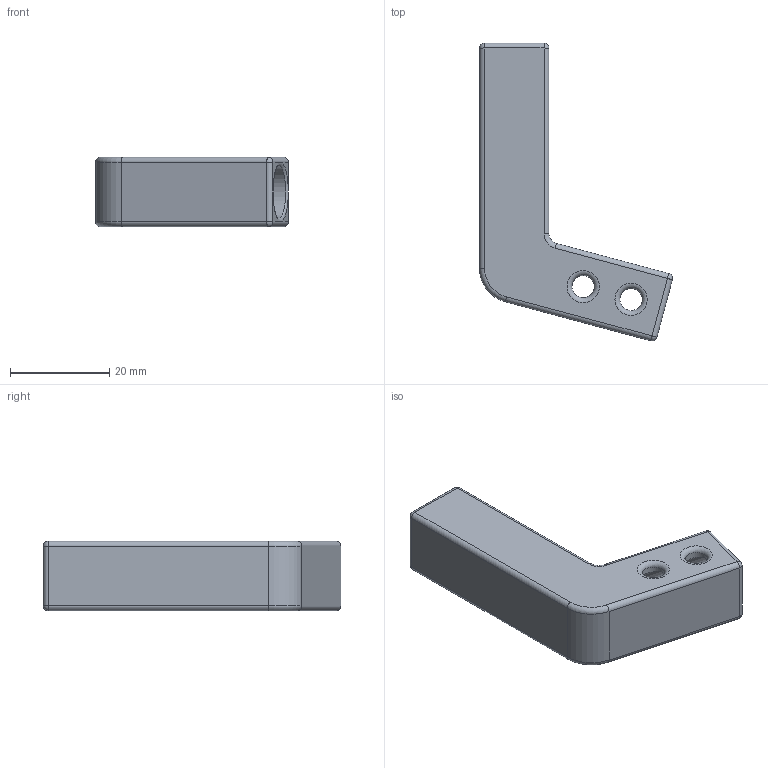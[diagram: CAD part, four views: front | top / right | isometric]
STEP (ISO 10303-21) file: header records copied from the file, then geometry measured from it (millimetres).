
FILE_DESCRIPTION(('STEP AP203'), '1');
FILE_NAME('øàíèð (15 ãðàä) íîâûé', '', ('UNSPECIFIED'), ('UNSPECIFIED'), 'C3D Converter', 'C3D Toolkit', '');
FILE_SCHEMA(('CONFIG_CONTROL_DESIGN'));
Length unit declared in the file: millimetre
Bounding box: 38.89 x 60.02 x 14 mm (x, y, z)
Volume: 9058.5 mm3; surface area: 6672.2 mm2
Topology: 1 solids, 1 shells, 70 faces, 158 edges, 80 vertices
Faces by surface type: cylinder 30, plane 22, torus 10, sphere 8
Full cylindrical faces by diameter (mm): 4 x2, 4.5 x4, 10.25 x1, 10.5 x1
Entity records: 2765 total; most frequent: CARTESIAN_POINT 720, DIRECTION 327, ORIENTED_EDGE 268, AXIS2_PLACEMENT_3D 141, EDGE_CURVE 134, EDGE_LOOP 94, VERTEX_POINT 80, FACE_BOUND 76
